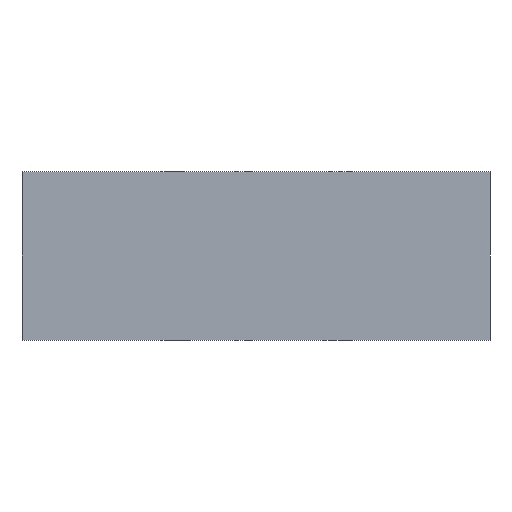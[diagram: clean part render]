
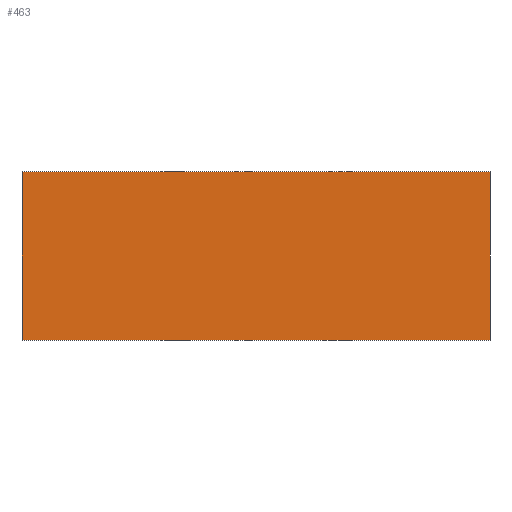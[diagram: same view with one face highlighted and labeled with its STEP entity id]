
A CAD part, front view. The second image highlights one B-rep face of the part: STEP entity #463.
In plain terms, the highlighted planar face has unit normal (0, -1, 0).
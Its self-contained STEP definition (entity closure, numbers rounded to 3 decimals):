
#45=PLANE('',#523);
#67=FACE_OUTER_BOUND('',#101,.T.);
#101=EDGE_LOOP('',(#401,#402,#403,#404));
#143=LINE('',#761,#179);
#147=LINE('',#768,#183);
#148=LINE('',#771,#184);
#149=LINE('',#772,#185);
#179=VECTOR('',#637,10.);
#183=VECTOR('',#643,10.);
#184=VECTOR('',#646,10.);
#185=VECTOR('',#647,10.);
#247=VERTEX_POINT('',#758);
#248=VERTEX_POINT('',#760);
#250=VERTEX_POINT('',#766);
#251=VERTEX_POINT('',#770);
#303=EDGE_CURVE('',#247,#248,#143,.T.);
#307=EDGE_CURVE('',#250,#247,#147,.T.);
#308=EDGE_CURVE('',#250,#251,#148,.T.);
#309=EDGE_CURVE('',#251,#248,#149,.T.);
#401=ORIENTED_EDGE('',*,*,#308,.T.);
#402=ORIENTED_EDGE('',*,*,#309,.T.);
#403=ORIENTED_EDGE('',*,*,#303,.F.);
#404=ORIENTED_EDGE('',*,*,#307,.F.);
#463=ADVANCED_FACE('',(#67),#45,.T.);
#523=AXIS2_PLACEMENT_3D('',#769,#644,#645);
#637=DIRECTION('',(1.,0.,0.));
#643=DIRECTION('',(0.,0.,1.));
#644=DIRECTION('center_axis',(0.,-1.,0.));
#645=DIRECTION('ref_axis',(1.,0.,0.));
#646=DIRECTION('',(1.,0.,0.));
#647=DIRECTION('',(0.,0.,1.));
#758=CARTESIAN_POINT('',(-50.,-100.,36.));
#760=CARTESIAN_POINT('',(50.,-100.,36.));
#761=CARTESIAN_POINT('',(-50.,-100.,36.));
#766=CARTESIAN_POINT('',(-50.,-100.,0.));
#768=CARTESIAN_POINT('',(-50.,-100.,0.));
#769=CARTESIAN_POINT('Origin',(-50.,-100.,0.));
#770=CARTESIAN_POINT('',(50.,-100.,0.));
#771=CARTESIAN_POINT('',(-50.,-100.,0.));
#772=CARTESIAN_POINT('',(50.,-100.,0.));
